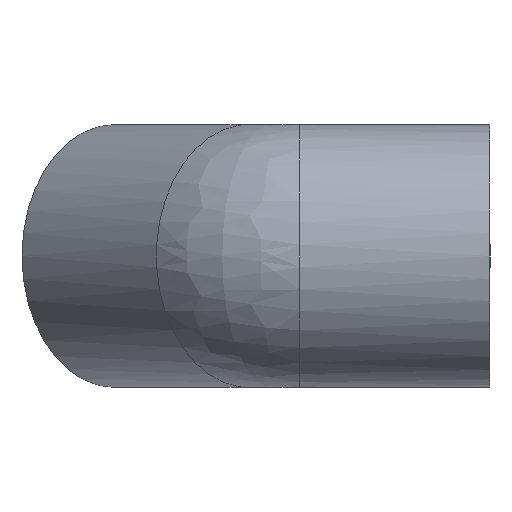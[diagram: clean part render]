
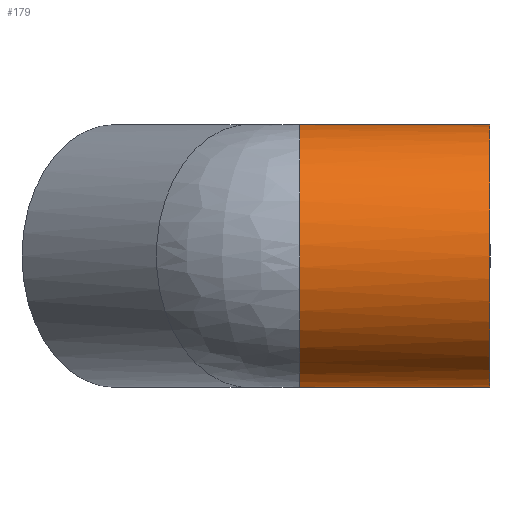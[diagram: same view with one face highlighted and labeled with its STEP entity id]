
A CAD part, left-side view. The second image highlights one B-rep face of the part: STEP entity #179.
In plain terms, the highlighted cylindrical face has radius 14.65 mm (diameter 29.3 mm), a full revolution.
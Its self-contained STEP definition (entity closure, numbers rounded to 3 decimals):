
#18=ELLIPSE('',#223,15.857,14.65);
#19=ELLIPSE('',#225,15.857,14.65);
#35=FACE_OUTER_BOUND('',#49,.T.);
#49=EDGE_LOOP('',(#148,#149,#150,#151,#152,#153));
#60=LINE('',#356,#66);
#66=VECTOR('',#275,14.65);
#78=CIRCLE('',#222,14.65);
#79=CIRCLE('',#224,14.65);
#92=VERTEX_POINT('',#353);
#93=VERTEX_POINT('',#355);
#94=VERTEX_POINT('',#357);
#95=VERTEX_POINT('',#359);
#112=EDGE_CURVE('',#92,#92,#78,.T.);
#113=EDGE_CURVE('',#92,#93,#60,.T.);
#114=EDGE_CURVE('',#94,#93,#18,.T.);
#115=EDGE_CURVE('',#94,#95,#79,.T.);
#116=EDGE_CURVE('',#93,#95,#19,.T.);
#148=ORIENTED_EDGE('',*,*,#112,.F.);
#149=ORIENTED_EDGE('',*,*,#113,.T.);
#150=ORIENTED_EDGE('',*,*,#114,.F.);
#151=ORIENTED_EDGE('',*,*,#115,.T.);
#152=ORIENTED_EDGE('',*,*,#116,.F.);
#153=ORIENTED_EDGE('',*,*,#113,.F.);
#170=CYLINDRICAL_SURFACE('',#221,14.65);
#179=ADVANCED_FACE('',(#35),#170,.T.);
#221=AXIS2_PLACEMENT_3D('',#352,#271,#272);
#222=AXIS2_PLACEMENT_3D('',#354,#273,#274);
#223=AXIS2_PLACEMENT_3D('',#358,#276,#277);
#224=AXIS2_PLACEMENT_3D('',#360,#278,#279);
#225=AXIS2_PLACEMENT_3D('',#361,#280,#281);
#271=DIRECTION('center_axis',(0.,-1.,0.));
#272=DIRECTION('ref_axis',(-1.,0.,0.));
#273=DIRECTION('center_axis',(0.,-1.,0.));
#274=DIRECTION('ref_axis',(-1.,0.,0.));
#275=DIRECTION('',(0.,1.,0.));
#276=DIRECTION('center_axis',(0.383,0.924,0.));
#277=DIRECTION('ref_axis',(-0.924,0.383,0.));
#278=DIRECTION('center_axis',(0.,-1.,0.));
#279=DIRECTION('ref_axis',(-1.,0.,0.));
#280=DIRECTION('center_axis',(0.383,0.924,0.));
#281=DIRECTION('ref_axis',(-0.924,0.383,0.));
#352=CARTESIAN_POINT('Origin',(0.,21.186,0.));
#353=CARTESIAN_POINT('',(14.65,0.,0.));
#354=CARTESIAN_POINT('Origin',(0.,0.,
0.));
#355=CARTESIAN_POINT('',(14.65,18.432,0.));
#356=CARTESIAN_POINT('',(14.65,21.186,0.));
#357=CARTESIAN_POINT('',(8.,21.186,12.273));
#358=CARTESIAN_POINT('Origin',(0.,24.5,0.));
#359=CARTESIAN_POINT('',(8.,21.186,-12.273));
#360=CARTESIAN_POINT('Origin',(0.,21.186,0.));
#361=CARTESIAN_POINT('Origin',(0.,24.5,0.));
